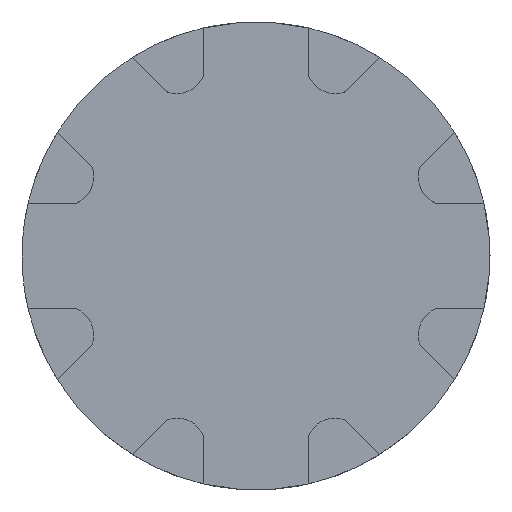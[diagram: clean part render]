
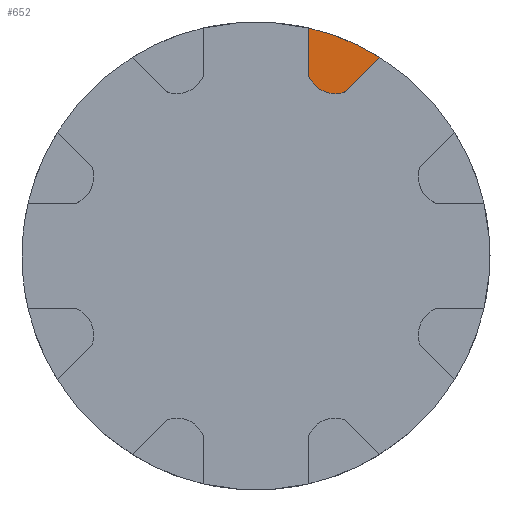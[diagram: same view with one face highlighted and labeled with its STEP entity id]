
A CAD part, top view. The second image highlights one B-rep face of the part: STEP entity #652.
In plain terms, the highlighted planar face has unit normal (0, 0, 1).
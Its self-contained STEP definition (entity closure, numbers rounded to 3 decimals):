
#29=FACE_OUTER_BOUND('',#64,.T.);
#64=EDGE_LOOP('',(#431,#432,#433,#434));
#100=CIRCLE('',#705,22.164);
#101=CIRCLE('',#706,2.717);
#134=LINE('',#994,#199);
#135=LINE('',#998,#200);
#199=VECTOR('',#785,10.);
#200=VECTOR('',#788,10.);
#266=VERTEX_POINT('',#992);
#267=VERTEX_POINT('',#993);
#268=VERTEX_POINT('',#995);
#269=VERTEX_POINT('',#997);
#332=EDGE_CURVE('',#266,#267,#134,.T.);
#333=EDGE_CURVE('',#267,#268,#100,.T.);
#334=EDGE_CURVE('',#268,#269,#135,.T.);
#335=EDGE_CURVE('',#269,#266,#101,.T.);
#431=ORIENTED_EDGE('',*,*,#332,.T.);
#432=ORIENTED_EDGE('',*,*,#333,.T.);
#433=ORIENTED_EDGE('',*,*,#334,.T.);
#434=ORIENTED_EDGE('',*,*,#335,.T.);
#626=PLANE('',#704);
#652=ADVANCED_FACE('',(#29),#626,.T.);
#704=AXIS2_PLACEMENT_3D('',#991,#783,#784);
#705=AXIS2_PLACEMENT_3D('',#996,#786,#787);
#706=AXIS2_PLACEMENT_3D('',#999,#789,#790);
#783=DIRECTION('center_axis',(0.,0.,1.));
#784=DIRECTION('ref_axis',(1.,0.,0.));
#785=DIRECTION('',(0.707,0.707,0.));
#786=DIRECTION('center_axis',(0.,0.,1.));
#787=DIRECTION('ref_axis',(1.,0.,0.));
#788=DIRECTION('',(0.,-1.,0.));
#789=DIRECTION('center_axis',(0.,0.,1.));
#790=DIRECTION('ref_axis',(-0.92,-0.392,0.));
#991=CARTESIAN_POINT('Origin',(0.,0.,4.5));
#992=CARTESIAN_POINT('',(8.485,15.556,4.5));
#993=CARTESIAN_POINT('',(11.733,18.804,4.5));
#994=CARTESIAN_POINT('',(7.071,14.142,4.5));
#995=CARTESIAN_POINT('',(5.,21.592,4.5));
#996=CARTESIAN_POINT('Origin',(0.,0.,4.5));
#997=CARTESIAN_POINT('',(5.,17.,4.5));
#998=CARTESIAN_POINT('',(5.,5.,4.5));
#999=CARTESIAN_POINT('Origin',(7.491,18.085,4.5));
